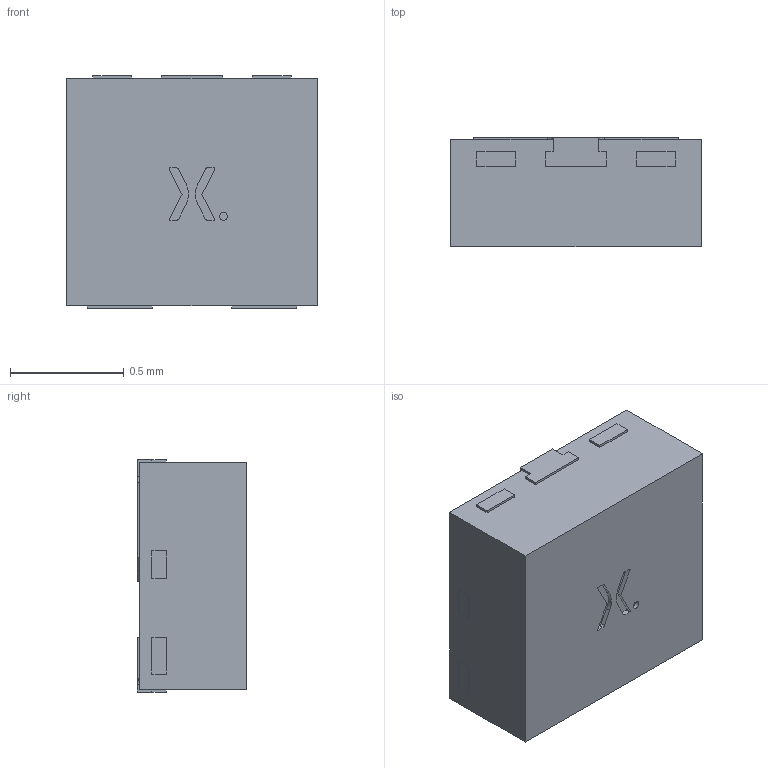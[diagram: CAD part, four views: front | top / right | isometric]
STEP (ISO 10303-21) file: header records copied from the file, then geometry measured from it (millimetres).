
FILE_DESCRIPTION (( '3D model with products for SOT8015 package' ), '1' );
FILE_NAME ('SOT8015.STEP', '2022-04-29T01:59:23', ( 'Packaging R&D' ), ( 'Nexperia' ), 'SwSTEP 2.0', 'SolidWorks 2019', '' );
FILE_SCHEMA (( 'AUTOMOTIVE_DESIGN' ));
Length unit declared in the file: millimetre
Products named in the file (3): SOT8015 LF; SOT8015; SOT8015 Body
Assembly tree (2 placements, depth 2):
  SOT8015
    SOT8015 LF
    SOT8015 Body
Bounding box: 1.1 x 0.48 x 1.02 mm (x, y, z)
Volume: 0.5 mm3; surface area: 6.2 mm2
Topology: 10 solids, 10 shells, 198 faces, 495 edges, 326 vertices
Faces by surface type: plane 171, cylinder 27
Entity records: 6956 total; most frequent: CARTESIAN_POINT 1024, ORIENTED_EDGE 990, DIRECTION 955, EDGE_CURVE 495, LINE 441, VECTOR 441, VERTEX_POINT 326, AXIS2_PLACEMENT_3D 257
